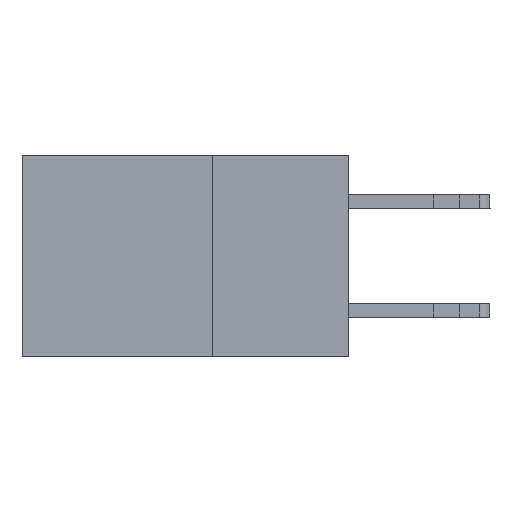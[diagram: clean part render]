
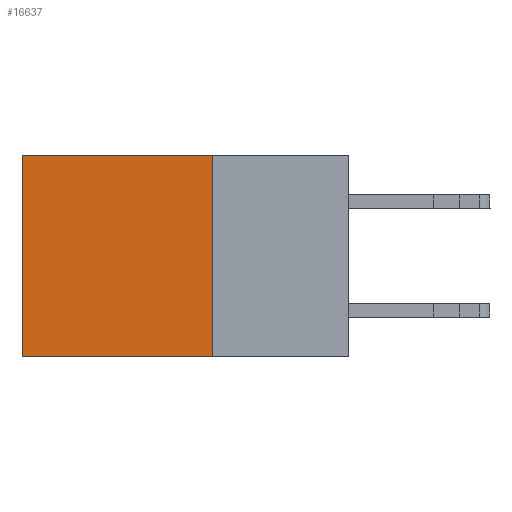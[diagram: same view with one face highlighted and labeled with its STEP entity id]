
A CAD part, left-side view. The second image highlights one B-rep face of the part: STEP entity #16637.
In plain terms, the highlighted planar face has unit normal (-1, 0, 0).
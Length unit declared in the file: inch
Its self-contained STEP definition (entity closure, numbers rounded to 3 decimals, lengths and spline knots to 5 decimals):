
#73 = EDGE_CURVE ( 'NONE', #4730, #19958, #14026, .T. ) ;
#76 = CARTESIAN_POINT ( 'NONE',  ( 0.2615, 0.6, 0. ) ) ;
#567 = FACE_OUTER_BOUND ( 'NONE', #12942, .T. ) ;
#787 = DIRECTION ( 'NONE',  ( 1., 0., 0. ) ) ;
#993 = ORIENTED_EDGE ( 'NONE', *, *, #14517, .F. ) ;
#1248 = DIRECTION ( 'NONE',  ( 0., 0., -1. ) ) ;
#2469 = CARTESIAN_POINT ( 'NONE',  ( 0.2615, 0.6, -0.37 ) ) ;
#3083 = VECTOR ( 'NONE', #19226, 39.37008 ) ;
#4392 = AXIS2_PLACEMENT_3D ( 'NONE', #13875, #787, #13764 ) ;
#4730 = VERTEX_POINT ( 'NONE', #76 ) ;
#5539 = CARTESIAN_POINT ( 'NONE',  ( 0.2615, 0.25, 0. ) ) ;
#6011 = LINE ( 'NONE', #12609, #6821 ) ;
#6821 = VECTOR ( 'NONE', #1248, 39.37008 ) ;
#6885 = VERTEX_POINT ( 'NONE', #9050 ) ;
#8563 = DIRECTION ( 'NONE',  ( 0., 1., 0. ) ) ;
#8939 = VECTOR ( 'NONE', #8563, 39.37008 ) ;
#8965 = VERTEX_POINT ( 'NONE', #19564 ) ;
#9050 = CARTESIAN_POINT ( 'NONE',  ( 0.2615, 0.25, -0.37 ) ) ;
#10117 = ORIENTED_EDGE ( 'NONE', *, *, #19142, .F. ) ;
#12609 = CARTESIAN_POINT ( 'NONE',  ( 0.2615, 0.25, -0.37 ) ) ;
#12942 = EDGE_LOOP ( 'NONE', ( #19555, #10117, #993, #16642 ) ) ;
#13764 = DIRECTION ( 'NONE',  ( 0., 0., -1. ) ) ;
#13875 = CARTESIAN_POINT ( 'NONE',  ( 0.2615, 0.25, -0.37 ) ) ;
#14026 = LINE ( 'NONE', #2469, #14027 ) ;
#14027 = VECTOR ( 'NONE', #17372, 39.37008 ) ;
#14424 = CARTESIAN_POINT ( 'NONE',  ( 0.2615, 0.6, -0.37 ) ) ;
#14517 = EDGE_CURVE ( 'NONE', #8965, #6885, #6011, .T. ) ;
#15379 = PLANE ( 'NONE',  #4392 ) ;
#16637 = ADVANCED_FACE ( 'NONE', ( #567 ), #15379, .F. ) ;
#16642 = ORIENTED_EDGE ( 'NONE', *, *, #19009, .T. ) ;
#17372 = DIRECTION ( 'NONE',  ( 0., 0., -1. ) ) ;
#18800 = LINE ( 'NONE', #20874, #3083 ) ;
#19009 = EDGE_CURVE ( 'NONE', #8965, #4730, #20105, .T. ) ;
#19142 = EDGE_CURVE ( 'NONE', #6885, #19958, #18800, .T. ) ;
#19226 = DIRECTION ( 'NONE',  ( 0., 1., 0. ) ) ;
#19555 = ORIENTED_EDGE ( 'NONE', *, *, #73, .T. ) ;
#19564 = CARTESIAN_POINT ( 'NONE',  ( 0.2615, 0.25, 0. ) ) ;
#19958 = VERTEX_POINT ( 'NONE', #14424 ) ;
#20105 = LINE ( 'NONE', #5539, #8939 ) ;
#20874 = CARTESIAN_POINT ( 'NONE',  ( 0.2615, 0.25, -0.37 ) ) ;
